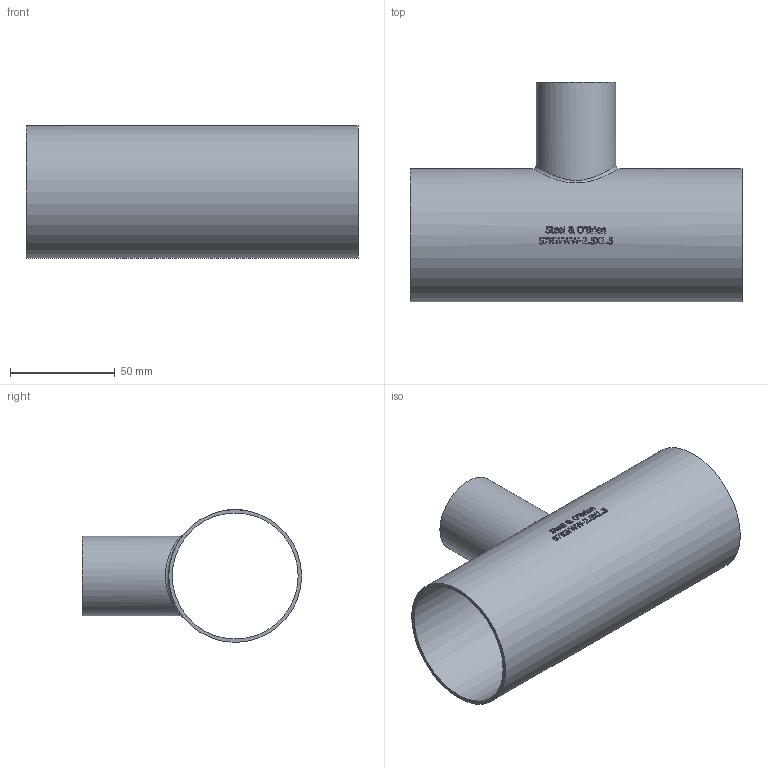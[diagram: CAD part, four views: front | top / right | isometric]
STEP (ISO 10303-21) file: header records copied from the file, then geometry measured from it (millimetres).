
FILE_DESCRIPTION(/* description */ (''),/* implementation_level */ '2;1');
FILE_NAME(/* name */ 'S7RWWW-2.5X1.5.stp',/* time_stamp */ '2018-11-29T08:16:20-05:00',/* author */ ('ken'),/* organization */ (''),/* preprocessor_version */ 'ST-DEVELOPER v15.2',/* originating_system */ 'Autodesk Inventor 2014',/* authorisation */ '');
FILE_SCHEMA (('AUTOMOTIVE_DESIGN { 1 0 10303 214 3 1 1 }'));
Length unit declared in the file: inch
Products named in the file (1): S7RWWW-2.5X1.5
Bounding box: 158.75 x 104.78 x 63.5 mm (x, y, z)
Volume: 57599.2 mm3; surface area: 70632.2 mm2
Topology: 1 solids, 1 shells, 420 faces, 1144 edges, 763 vertices
Faces by surface type: plane 198, bspline 181, cylinder 41
Full cylindrical faces by diameter (mm): 34.798 x1, 38.1 x1, 60.198 x1, 63.5 x1
Entity records: 16733 total; most frequent: CARTESIAN_POINT 7114, ORIENTED_EDGE 2270, DIRECTION 1471, EDGE_CURVE 1135, VERTEX_POINT 759, LINE 553, VECTOR 553, EDGE_LOOP 466
